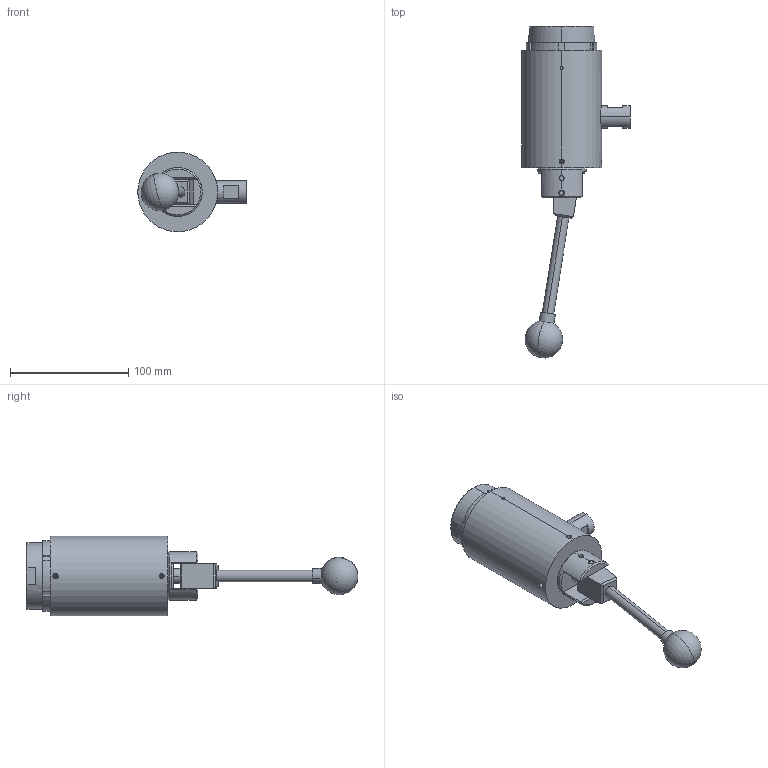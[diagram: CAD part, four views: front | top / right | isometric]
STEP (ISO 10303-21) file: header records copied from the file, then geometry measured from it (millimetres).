
FILE_DESCRIPTION (( 'STEP AP214' ), '1' );
FILE_NAME ('CTSC-004092.STEP', '2025-05-07T17:49:42', ( '' ), ( '' ), 'SwSTEP 2.0', 'SolidWorks 2023', '' );
FILE_SCHEMA (( 'AUTOMOTIVE_DESIGN' ));
Length unit declared in the file: inch
Products named in the file (1): CTSC-004092
Bounding box: 91.44 x 280.21 x 67.31 mm (x, y, z)
Volume: 349512 mm3; surface area: 85933.2 mm2
Topology: 15 solids, 17 shells, 546 faces, 1328 edges, 816 vertices
Faces by surface type: cylinder 226, plane 179, cone 124, bspline 15, sphere 2
Entity records: 33019 total; most frequent: CARTESIAN_POINT 13860, ORIENTED_EDGE 2610, DIRECTION 2386, EDGE_CURVE 1305, AXIS2_PLACEMENT_3D 916, VERTEX_POINT 813, EDGE_LOOP 604, VECTOR 554
